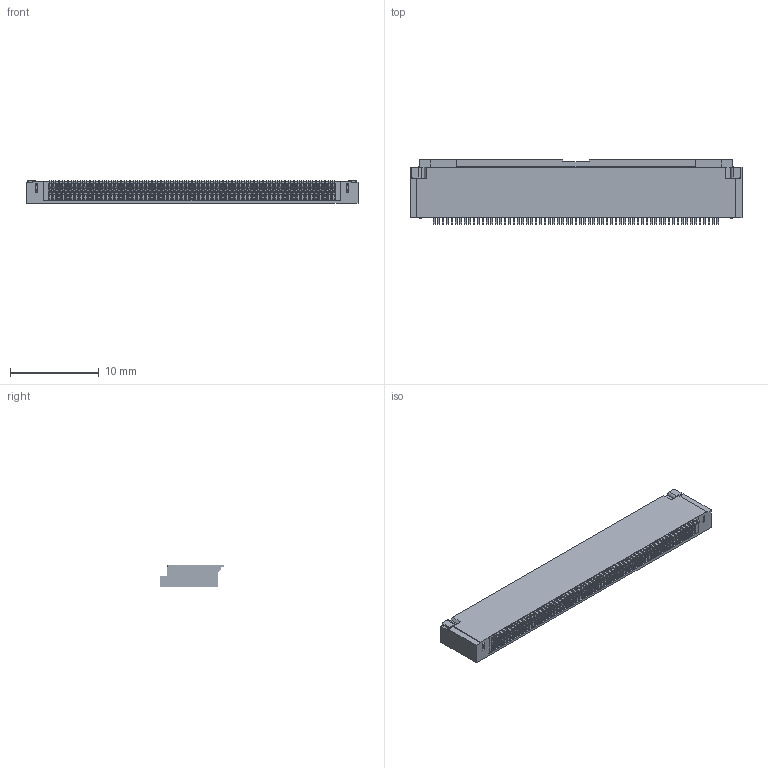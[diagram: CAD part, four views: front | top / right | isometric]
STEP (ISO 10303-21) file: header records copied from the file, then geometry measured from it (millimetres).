
FILE_DESCRIPTION((''),'2;1');
FILE_NAME('PRT0001','2022-12-19T15:57:08',('Administrator'),(''),'CREO PARAMETRIC BY PTC INC, 2020033','CREO PARAMETRIC BY PTC INC, 2020033','');
FILE_SCHEMA(('CONFIG_CONTROL_DESIGN'));
Products named in the file (1): PRT0001
Bounding box: 37.45 x 7.25 x 2.55 mm (x, y, z)
Volume: 377.1 mm3; surface area: 2499.2 mm2
Topology: 1 solids, 1 shells, 5548 faces, 17031 edges, 11024 vertices
Faces by surface type: plane 2949, cylinder 2337, sphere 130, torus 130, bspline 2
Entity records: 192193 total; most frequent: CARTESIAN_POINT 36547, ORIENTED_EDGE 34062, DIRECTION 32195, EDGE_CURVE 17031, VECTOR 11631, LINE 11631, VERTEX_POINT 11024, AXIS2_PLACEMENT_3D 10282
